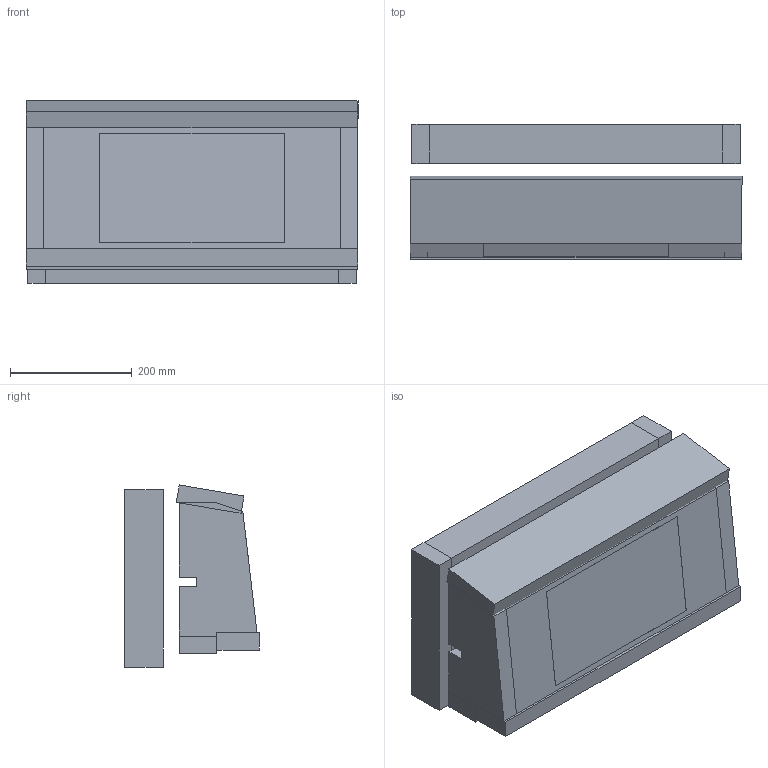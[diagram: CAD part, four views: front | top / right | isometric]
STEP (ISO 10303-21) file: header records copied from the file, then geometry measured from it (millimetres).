
FILE_DESCRIPTION (( 'STEP AP214' ), '1' );
FILE_NAME ('INGUN_112730.STEP', '2022-06-10T09:39:38', ( '' ), ( '' ), 'SwSTEP 2.0', 'SolidWorks 2018', '' );
FILE_SCHEMA (( 'AUTOMOTIVE_DESIGN' ));
Length unit declared in the file: millimetre
Products named in the file (10): INGUN_112730; 112730_2~0_S; 112730_6~0_S; 112730_8~0_S; 112730_9~0_S; 112730_4~0_S; 112730_7~0_S; 112730_3~0_S; 112730_1~0_S; 112730_5~0_S
Assembly tree (11 placements, depth 2):
  INGUN_112730
    112730_1~0_S
    112730_2~0_S
    112730_3~0_S
    112730_4~0_S
    112730_5~0_S
    112730_6~0_S
    112730_7~0_S
    112730_8~0_S  x2
    112730_9~0_S  x2
Bounding box: 546 x 222 x 299.5 mm (x, y, z)
Volume: 14168142 mm3; surface area: 1316801.5 mm2
Topology: 11 solids, 11 shells, 94 faces, 210 edges, 140 vertices
Faces by surface type: plane 94
Entity records: 3157 total; most frequent: CARTESIAN_POINT 406, DIRECTION 378, ORIENTED_EDGE 372, VECTOR 186, LINE 186, EDGE_CURVE 186, VERTEX_POINT 124, AXIS2_PLACEMENT_3D 96
